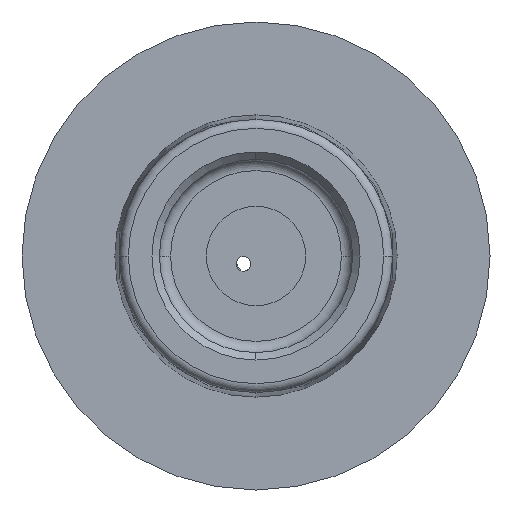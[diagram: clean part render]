
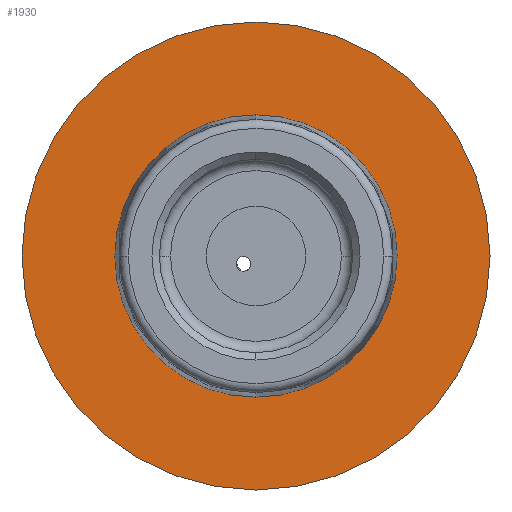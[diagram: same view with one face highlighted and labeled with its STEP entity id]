
A CAD part, left-side view. The second image highlights one B-rep face of the part: STEP entity #1930.
In plain terms, the highlighted planar face has unit normal (-1, 0, 0).
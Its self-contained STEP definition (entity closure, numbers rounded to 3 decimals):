
#1868=CARTESIAN_POINT('',(75.,0.,-19.005));
#1869=VERTEX_POINT('',#1868);
#1877=CARTESIAN_POINT('',(75.,0.,19.005));
#1878=VERTEX_POINT('',#1877);
#1885=CARTESIAN_POINT('',(75.,0.,-0.));
#1886=DIRECTION('',(1.,0.,-0.));
#1887=DIRECTION('',(-0.,-0.,-1.));
#1888=AXIS2_PLACEMENT_3D('',#1885,#1886,#1887);
#1889=CIRCLE('',#1888,19.005);
#1890=EDGE_CURVE('',#1869,#1878,#1889,.T.);
#1895=CARTESIAN_POINT('',(75.,0.,-25.252));
#1896=DIRECTION('',(-1.,-0.,0.));
#1897=DIRECTION('',(-0.,1.,0.));
#1898=AXIS2_PLACEMENT_3D('',#1895,#1896,#1897);
#1899=PLANE('',#1898);
#1900=CARTESIAN_POINT('',(75.,0.,-31.5));
#1901=VERTEX_POINT('',#1900);
#1902=CARTESIAN_POINT('',(75.,0.,31.5));
#1903=VERTEX_POINT('',#1902);
#1904=CARTESIAN_POINT('',(75.,0.,-0.));
#1905=DIRECTION('',(1.,0.,-0.));
#1906=DIRECTION('',(-0.,-0.,-1.));
#1907=AXIS2_PLACEMENT_3D('',#1904,#1905,#1906);
#1908=CIRCLE('',#1907,31.5);
#1909=EDGE_CURVE('',#1901,#1903,#1908,.T.);
#1910=ORIENTED_EDGE('',*,*,#1909,.F.);
#1911=CARTESIAN_POINT('',(75.,0.,-0.));
#1912=DIRECTION('',(1.,0.,-0.));
#1913=DIRECTION('',(-0.,-0.,-1.));
#1914=AXIS2_PLACEMENT_3D('',#1911,#1912,#1913);
#1915=CIRCLE('',#1914,31.5);
#1916=EDGE_CURVE('',#1903,#1901,#1915,.T.);
#1917=ORIENTED_EDGE('',*,*,#1916,.F.);
#1918=EDGE_LOOP('',(#1910,#1917));
#1919=FACE_BOUND('',#1918,.T.);
#1920=ORIENTED_EDGE('',*,*,#1890,.T.);
#1921=CARTESIAN_POINT('',(75.,0.,-0.));
#1922=DIRECTION('',(1.,0.,-0.));
#1923=DIRECTION('',(-0.,-0.,-1.));
#1924=AXIS2_PLACEMENT_3D('',#1921,#1922,#1923);
#1925=CIRCLE('',#1924,19.005);
#1926=EDGE_CURVE('',#1878,#1869,#1925,.T.);
#1927=ORIENTED_EDGE('',*,*,#1926,.T.);
#1928=EDGE_LOOP('',(#1920,#1927));
#1929=FACE_BOUND('',#1928,.T.);
#1930=ADVANCED_FACE('',(#1919,#1929),#1899,.T.);
